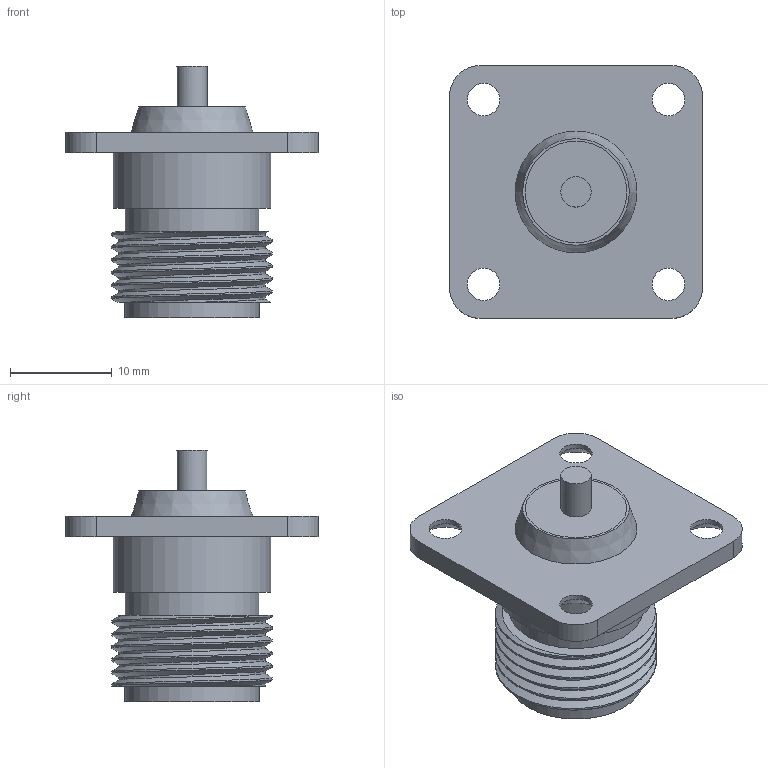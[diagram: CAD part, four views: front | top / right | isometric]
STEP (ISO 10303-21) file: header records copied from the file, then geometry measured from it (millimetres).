
FILE_DESCRIPTION(/* description */ (''),/* implementation_level */ '2;1');
FILE_NAME(/* name */ 'N-Buchse.step',/* time_stamp */ '2022-08-18T17:11:59+02:00',/* author */ (''),/* organization */ (''),/* preprocessor_version */ 'ST-DEVELOPER v19',/* originating_system */ 'Autodesk Translation Framework v11.7.0.108',/* authorisation */ '');
FILE_SCHEMA (('AUTOMOTIVE_DESIGN { 1 0 10303 214 3 1 1 }'));
Length unit declared in the file: millimetre
Products named in the file (1): N-Buchse
Bounding box: 24.9 x 24.9 x 24.75 mm (x, y, z)
Volume: 3833.2 mm3; surface area: 3818 mm2
Topology: 3 solids, 3 shells, 69 faces, 167 edges, 110 vertices
Faces by surface type: plane 32, cylinder 30, cone 5, bspline 2
Full cylindrical faces by diameter (mm): 1.8 x1, 3 x2, 3.2 x4, 8 x1, 10 x2, 13.2 x1, 13.25 x1, 14.438 x4, 15.5 x1, 15.866 x5
Entity records: 3789 total; most frequent: CARTESIAN_POINT 2097, ORIENTED_EDGE 334, DIRECTION 333, EDGE_CURVE 167, AXIS2_PLACEMENT_3D 128, VERTEX_POINT 110, EDGE_LOOP 87, LINE 77
